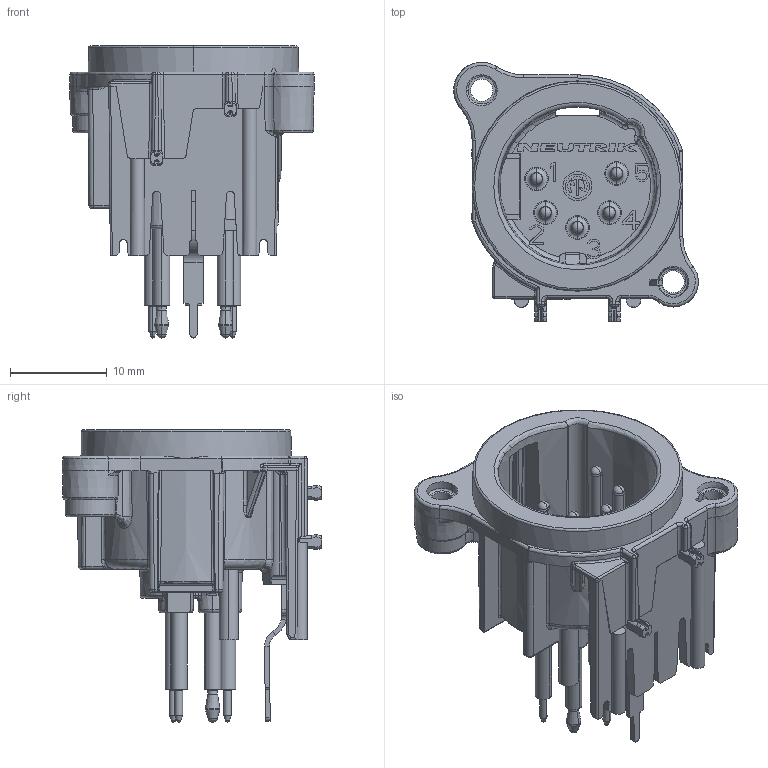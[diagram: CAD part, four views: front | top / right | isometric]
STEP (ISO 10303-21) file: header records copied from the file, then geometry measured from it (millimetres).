
FILE_DESCRIPTION((''),'2;1');
FILE_NAME('30011655','2024-07-23T12:04:21',('SYSTEM'),(''),'CREO PARAMETRIC BY PTC INC, 2023424','CREO PARAMETRIC BY PTC INC, 2023424','');
FILE_SCHEMA(('CONFIG_CONTROL_DESIGN'));
Products named in the file (1): 30011655
Bounding box: 25.3 x 26.79 x 30.2 mm (x, y, z)
Volume: 2700.6 mm3; surface area: 5098.7 mm2
Topology: 1 solids, 2 shells, 1452 faces, 3624 edges, 2192 vertices
Faces by surface type: plane 555, bspline 304, cylinder 294, torus 123, cone 89, sphere 79, extrusion 8
Entity records: 55071 total; most frequent: CARTESIAN_POINT 22705, ORIENTED_EDGE 7204, DIRECTION 6164, EDGE_CURVE 3602, AXIS2_PLACEMENT_3D 2238, VERTEX_POINT 2192, VECTOR 1688, LINE 1680
